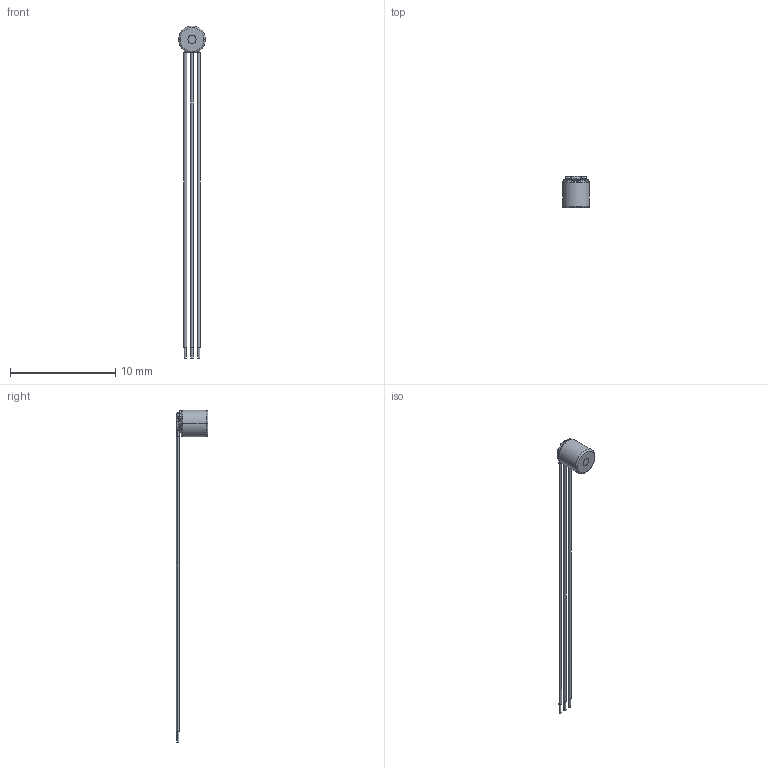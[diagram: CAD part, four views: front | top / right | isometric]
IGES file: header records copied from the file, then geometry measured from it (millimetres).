
Start section:  PTC IGES file: fg-23629-b27_sw.igs
Global section: file name: fg-23629-b27_sw.igs; native system: Pro/ENGINEER by Parametric Technology Corporation; preprocessor: 2011220; author: LYan; organization: Unknown; date: 20120508.154212; units: inch
Bounding box: 2.55 x 3 x 31.5 mm (x, y, z)
Surface area: 137.2 mm2 (no closed solid volume)
Topology: 0 solids, 0 shells, 158 faces, 714 edges, 714 vertices
Faces by surface type: revolution 108, bspline 50
